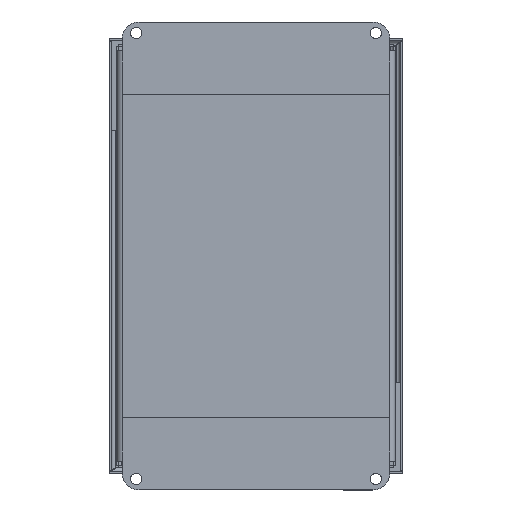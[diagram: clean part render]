
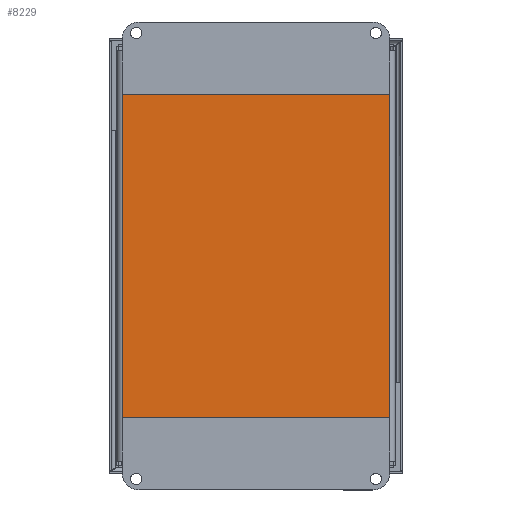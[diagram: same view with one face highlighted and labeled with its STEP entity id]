
A CAD part, top view. The second image highlights one B-rep face of the part: STEP entity #8229.
In plain terms, the highlighted face is planar.
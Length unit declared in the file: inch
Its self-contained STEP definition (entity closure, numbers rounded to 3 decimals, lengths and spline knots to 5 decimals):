
#858=PLANE('',#8834);
#1267=FACE_OUTER_BOUND('',#1764,.T.);
#1764=EDGE_LOOP('',(#7062,#7063,#7064,#7065));
#2541=LINE('',#13577,#3332);
#2548=LINE('',#13598,#3339);
#2555=LINE('',#13619,#3346);
#2561=LINE('',#13637,#3352);
#3332=VECTOR('',#10570,9.2225);
#3339=VECTOR('',#10599,5.9725);
#3346=VECTOR('',#10630,9.2225);
#3352=VECTOR('',#10658,5.9725);
#4082=VERTEX_POINT('',#13574);
#4083=VERTEX_POINT('',#13576);
#4086=VERTEX_POINT('',#13596);
#4088=VERTEX_POINT('',#13617);
#5075=EDGE_CURVE('',#4083,#4082,#2541,.T.);
#5086=EDGE_CURVE('',#4082,#4086,#2548,.T.);
#5097=EDGE_CURVE('',#4086,#4088,#2555,.T.);
#5107=EDGE_CURVE('',#4088,#4083,#2561,.T.);
#7062=ORIENTED_EDGE('',*,*,#5075,.T.);
#7063=ORIENTED_EDGE('',*,*,#5086,.T.);
#7064=ORIENTED_EDGE('',*,*,#5097,.T.);
#7065=ORIENTED_EDGE('',*,*,#5107,.T.);
#8229=ADVANCED_FACE('',(#1267),#858,.F.);
#8834=AXIS2_PLACEMENT_3D('',#13653,#10684,#10685);
#10570=DIRECTION('',(0.,-1.,0.));
#10599=DIRECTION('',(-1.,0.,0.));
#10630=DIRECTION('',(0.,1.,0.));
#10658=DIRECTION('',(1.,0.,0.));
#10684=DIRECTION('center_axis',(0.,0.,1.));
#10685=DIRECTION('ref_axis',(1.,0.,0.));
#13574=CARTESIAN_POINT('',(6.11125,0.13875,0.));
#13576=CARTESIAN_POINT('',(6.11125,9.36125,0.));
#13577=CARTESIAN_POINT('',(6.11125,7.05563,0.));
#13596=CARTESIAN_POINT('',(0.13875,0.13875,0.));
#13598=CARTESIAN_POINT('',(4.61813,0.13875,0.));
#13617=CARTESIAN_POINT('',(0.13875,9.36125,0.));
#13619=CARTESIAN_POINT('',(0.13875,2.44438,0.));
#13637=CARTESIAN_POINT('',(1.63188,9.36125,0.));
#13653=CARTESIAN_POINT('Origin',(3.125,4.75,0.));
